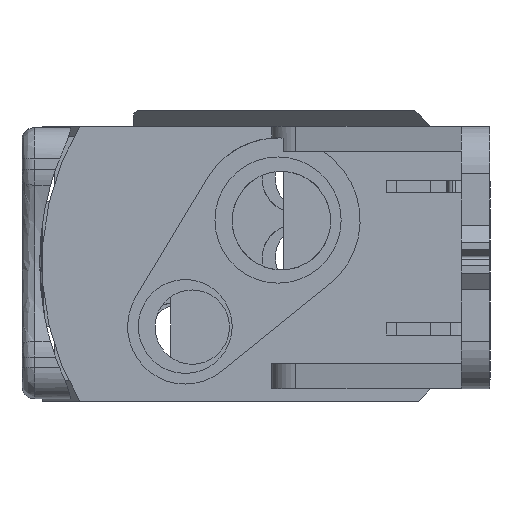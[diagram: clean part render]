
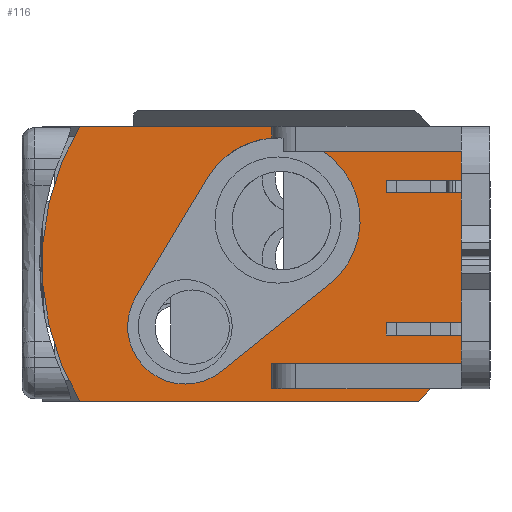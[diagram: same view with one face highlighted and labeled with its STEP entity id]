
A CAD part, left-side view. The second image highlights one B-rep face of the part: STEP entity #116.
In plain terms, the highlighted planar face has unit normal (-1, 0, 0).
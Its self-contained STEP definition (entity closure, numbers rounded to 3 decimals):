
#116=ADVANCED_FACE('',(#461),#462,.F.);
#461=FACE_OUTER_BOUND('',#1137,.T.);
#462=PLANE('',#1138);
#1137=EDGE_LOOP('',(#2339,#2340,#2341,#2342,#2343,#2344,#2345,#2346,#2347,#2348,#2349,#2350,#2351,#2352,#2353,#2354,#2355,#2356,#2357,#2358,#2359,#2360,#2361,#2362));
#1138=AXIS2_PLACEMENT_3D('',#2363,#2364,#2365);
#2339=ORIENTED_EDGE('',*,*,#5001,.F.);
#2340=ORIENTED_EDGE('',*,*,#5002,.F.);
#2341=ORIENTED_EDGE('',*,*,#5003,.F.);
#2342=ORIENTED_EDGE('',*,*,#5004,.F.);
#2343=ORIENTED_EDGE('',*,*,#5005,.F.);
#2344=ORIENTED_EDGE('',*,*,#5006,.F.);
#2345=ORIENTED_EDGE('',*,*,#5007,.F.);
#2346=ORIENTED_EDGE('',*,*,#5008,.F.);
#2347=ORIENTED_EDGE('',*,*,#5009,.F.);
#2348=ORIENTED_EDGE('',*,*,#5010,.F.);
#2349=ORIENTED_EDGE('',*,*,#5011,.F.);
#2350=ORIENTED_EDGE('',*,*,#5012,.F.);
#2351=ORIENTED_EDGE('',*,*,#5013,.F.);
#2352=ORIENTED_EDGE('',*,*,#5014,.F.);
#2353=ORIENTED_EDGE('',*,*,#5015,.F.);
#2354=ORIENTED_EDGE('',*,*,#5016,.F.);
#2355=ORIENTED_EDGE('',*,*,#5017,.F.);
#2356=ORIENTED_EDGE('',*,*,#4882,.F.);
#2357=ORIENTED_EDGE('',*,*,#5018,.F.);
#2358=ORIENTED_EDGE('',*,*,#5019,.F.);
#2359=ORIENTED_EDGE('',*,*,#4869,.F.);
#2360=ORIENTED_EDGE('',*,*,#5020,.F.);
#2361=ORIENTED_EDGE('',*,*,#4958,.T.);
#2362=ORIENTED_EDGE('',*,*,#5021,.F.);
#2363=CARTESIAN_POINT('',(-22.295,22.929,-14.3));
#2364=DIRECTION('',(1.0,0.0,0.0));
#2365=DIRECTION('',(0.0,1.0,0.0));
#4869=EDGE_CURVE('',#5811,#5813,#5814,.T.);
#4882=EDGE_CURVE('',#5837,#5839,#5840,.T.);
#4958=EDGE_CURVE('',#5980,#5977,#5981,.T.);
#5001=EDGE_CURVE('',#6061,#6062,#6063,.T.);
#5002=EDGE_CURVE('',#6064,#6061,#6065,.T.);
#5003=EDGE_CURVE('',#6066,#6064,#6067,.T.);
#5004=EDGE_CURVE('',#6068,#6066,#6069,.T.);
#5005=EDGE_CURVE('',#6070,#6068,#6071,.T.);
#5006=EDGE_CURVE('',#6072,#6070,#6073,.T.);
#5007=EDGE_CURVE('',#6074,#6072,#6075,.T.);
#5008=EDGE_CURVE('',#6076,#6074,#6077,.T.);
#5009=EDGE_CURVE('',#6078,#6076,#6079,.T.);
#5010=EDGE_CURVE('',#6080,#6078,#6081,.T.);
#5011=EDGE_CURVE('',#6082,#6080,#6083,.T.);
#5012=EDGE_CURVE('',#6084,#6082,#6085,.T.);
#5013=EDGE_CURVE('',#6086,#6084,#6087,.T.);
#5014=EDGE_CURVE('',#6088,#6086,#6089,.T.);
#5015=EDGE_CURVE('',#6090,#6088,#6091,.T.);
#5016=EDGE_CURVE('',#6092,#6090,#6093,.T.);
#5017=EDGE_CURVE('',#5839,#6092,#6094,.T.);
#5018=EDGE_CURVE('',#6095,#5837,#6096,.T.);
#5019=EDGE_CURVE('',#5813,#6095,#6097,.T.);
#5020=EDGE_CURVE('',#5980,#5811,#6098,.T.);
#5021=EDGE_CURVE('',#6062,#5977,#6099,.T.);
#5811=VERTEX_POINT('',#7366);
#5813=VERTEX_POINT('',#7369);
#5814=CIRCLE('',#7370,8.331);
#5837=VERTEX_POINT('',#7398);
#5839=VERTEX_POINT('',#7401);
#5840=CIRCLE('',#7402,5.842);
#5977=VERTEX_POINT('',#7721);
#5980=VERTEX_POINT('',#7725);
#5981=LINE('',#7726,#7727);
#6061=VERTEX_POINT('',#7840);
#6062=VERTEX_POINT('',#7841);
#6063=LINE('',#7842,#7843);
#6064=VERTEX_POINT('',#7844);
#6065=LINE('',#7845,#7846);
#6066=VERTEX_POINT('',#7847);
#6067=LINE('',#7848,#7849);
#6068=VERTEX_POINT('',#7850);
#6069=LINE('',#7851,#7852);
#6070=VERTEX_POINT('',#7853);
#6071=LINE('',#7854,#7855);
#6072=VERTEX_POINT('',#7856);
#6073=LINE('',#7857,#7858);
#6074=VERTEX_POINT('',#7859);
#6075=LINE('',#7860,#7861);
#6076=VERTEX_POINT('',#7862);
#6077=LINE('',#7863,#7864);
#6078=VERTEX_POINT('',#7865);
#6079=LINE('',#7866,#7867);
#6080=VERTEX_POINT('',#7868);
#6081=LINE('',#7869,#7870);
#6082=VERTEX_POINT('',#7871);
#6083=LINE('',#7872,#7873);
#6084=VERTEX_POINT('',#7874);
#6085=LINE('',#7875,#7876);
#6086=VERTEX_POINT('',#7877);
#6087=LINE('',#7878,#7879);
#6088=VERTEX_POINT('',#7880);
#6089=LINE('',#7881,#7882);
#6090=VERTEX_POINT('',#7883);
#6091=LINE('',#7884,#7885);
#6092=VERTEX_POINT('',#7886);
#6093=CIRCLE('',#7887,8.331);
#6094=LINE('',#7888,#7889);
#6095=VERTEX_POINT('',#7890);
#6096=CIRCLE('',#7891,5.842);
#6097=LINE('',#7892,#7893);
#6098=LINE('',#7894,#7895);
#6099=CIRCLE('',#7896,27.424);
#7366=CARTESIAN_POINT('',(-22.295,-0.363,12.395));
#7369=CARTESIAN_POINT('',(-22.295,6.128,8.389));
#7370=AXIS2_PLACEMENT_3D('',#10155,#10156,#10157);
#7398=CARTESIAN_POINT('',(-22.295,8.402,-12.548));
#7401=CARTESIAN_POINT('',(-22.295,4.732,-11.252));
#7402=AXIS2_PLACEMENT_3D('',#10182,#10183,#10184);
#7721=CARTESIAN_POINT('',(-22.295,19.119,13.589));
#7725=CARTESIAN_POINT('',(-22.295,-0.363,13.589));
#7726=CARTESIAN_POINT('',(-22.295,22.929,13.589));
#7727=VECTOR('',#10311,1000.0);
#7840=CARTESIAN_POINT('',(-22.295,-15.222,-14.3));
#7841=CARTESIAN_POINT('',(-22.295,19.119,-14.3));
#7842=CARTESIAN_POINT('',(-22.295,22.929,-14.3));
#7843=VECTOR('',#10372,1000.0);
#7844=CARTESIAN_POINT('',(-22.295,-16.492,-13.03));
#7845=CARTESIAN_POINT('',(-22.295,-16.492,-13.03));
#7846=VECTOR('',#10373,1000.0);
#7847=CARTESIAN_POINT('',(-22.295,-0.363,-13.03));
#7848=CARTESIAN_POINT('',(-22.295,22.929,-13.03));
#7849=VECTOR('',#10374,1000.0);
#7850=CARTESIAN_POINT('',(-22.295,-0.363,-10.49));
#7851=CARTESIAN_POINT('',(-22.295,-0.363,-14.3));
#7852=VECTOR('',#10375,1000.0);
#7853=CARTESIAN_POINT('',(-22.295,-19.591,-10.49));
#7854=CARTESIAN_POINT('',(-22.295,22.929,-10.49));
#7855=VECTOR('',#10376,1000.0);
#7856=CARTESIAN_POINT('',(-22.295,-19.591,-7.569));
#7857=CARTESIAN_POINT('',(-22.295,-19.591,-14.3));
#7858=VECTOR('',#10377,1000.0);
#7859=CARTESIAN_POINT('',(-22.295,-11.971,-7.569));
#7860=CARTESIAN_POINT('',(-22.295,22.929,-7.569));
#7861=VECTOR('',#10378,1000.0);
#7862=CARTESIAN_POINT('',(-22.295,-11.971,-6.299));
#7863=CARTESIAN_POINT('',(-22.295,-11.971,-14.3));
#7864=VECTOR('',#10379,1000.0);
#7865=CARTESIAN_POINT('',(-22.295,-22.512,-6.299));
#7866=CARTESIAN_POINT('',(-22.295,22.929,-6.299));
#7867=VECTOR('',#10380,1000.0);
#7868=CARTESIAN_POINT('',(-22.295,-22.512,6.858));
#7869=CARTESIAN_POINT('',(-22.295,-22.512,-14.3));
#7870=VECTOR('',#10381,1000.0);
#7871=CARTESIAN_POINT('',(-22.295,-11.971,6.858));
#7872=CARTESIAN_POINT('',(-22.295,22.929,6.858));
#7873=VECTOR('',#10382,1000.0);
#7874=CARTESIAN_POINT('',(-22.295,-11.971,8.128));
#7875=CARTESIAN_POINT('',(-22.295,-11.971,-14.3));
#7876=VECTOR('',#10383,1000.0);
#7877=CARTESIAN_POINT('',(-22.295,-19.591,8.128));
#7878=CARTESIAN_POINT('',(-22.295,22.929,8.128));
#7879=VECTOR('',#10384,1000.0);
#7880=CARTESIAN_POINT('',(-22.295,-19.591,11.049));
#7881=CARTESIAN_POINT('',(-22.295,-19.591,-14.3));
#7882=VECTOR('',#10385,1000.0);
#7883=CARTESIAN_POINT('',(-22.295,-5.588,11.049));
#7884=CARTESIAN_POINT('',(-22.295,22.929,11.049));
#7885=VECTOR('',#10386,1000.0);
#7886=CARTESIAN_POINT('',(-22.295,-6.241,-2.393));
#7887=AXIS2_PLACEMENT_3D('',#10387,#10388,#10389);
#7888=CARTESIAN_POINT('',(-22.295,4.732,-11.252));
#7889=VECTOR('',#10390,1000.0);
#7890=CARTESIAN_POINT('',(-22.295,13.406,-3.691));
#7891=AXIS2_PLACEMENT_3D('',#10391,#10392,#10393);
#7892=CARTESIAN_POINT('',(-22.295,6.128,8.389));
#7893=VECTOR('',#10394,1000.0);
#7894=CARTESIAN_POINT('',(-22.295,-0.363,-14.3));
#7895=VECTOR('',#10395,1000.0);
#7896=AXIS2_PLACEMENT_3D('',#10396,#10397,#10398);
#10155=CARTESIAN_POINT('',(-22.295,-1.008,4.089));
#10156=DIRECTION('',(-1.0,0.0,0.0));
#10157=DIRECTION('',(0.0,0.,-1.0));
#10182=CARTESIAN_POINT('',(-22.295,8.402,-6.706));
#10183=DIRECTION('',(-1.0,0.0,0.0));
#10184=DIRECTION('',(0.0,0.0,-1.0));
#10311=DIRECTION('',(0.0,1.0,0.0));
#10372=DIRECTION('',(0.0,1.0,0.0));
#10373=DIRECTION('',(0.0,0.707,-0.707));
#10374=DIRECTION('',(0.0,-1.0,0.0));
#10375=DIRECTION('',(0.0,0.0,-1.0));
#10376=DIRECTION('',(0.0,1.0,0.0));
#10377=DIRECTION('',(0.0,0.0,-1.0));
#10378=DIRECTION('',(0.0,-1.0,0.0));
#10379=DIRECTION('',(0.0,0.0,-1.0));
#10380=DIRECTION('',(0.0,1.0,0.0));
#10381=DIRECTION('',(0.0,0.0,-1.0));
#10382=DIRECTION('',(0.0,-1.0,0.0));
#10383=DIRECTION('',(0.0,0.0,-1.0));
#10384=DIRECTION('',(0.0,1.0,0.0));
#10385=DIRECTION('',(0.0,0.0,-1.0));
#10386=DIRECTION('',(0.0,-1.0,0.0));
#10387=CARTESIAN_POINT('',(-22.295,-1.008,4.089));
#10388=DIRECTION('',(-1.0,0.0,0.0));
#10389=DIRECTION('',(0.0,0.0,-1.0));
#10390=DIRECTION('',(0.0,-0.778,0.628));
#10391=CARTESIAN_POINT('',(-22.295,8.402,-6.706));
#10392=DIRECTION('',(-1.0,-0.0,0.0));
#10393=DIRECTION('',(0.0,0.,-1.0));
#10394=DIRECTION('',(0.0,0.516,-0.857));
#10395=DIRECTION('',(0.0,0.0,-1.0));
#10396=CARTESIAN_POINT('',(-22.295,-4.495,-0.356));
#10397=DIRECTION('',(1.0,0.0,-0.0));
#10398=DIRECTION('',(0.0,0.,1.0));
